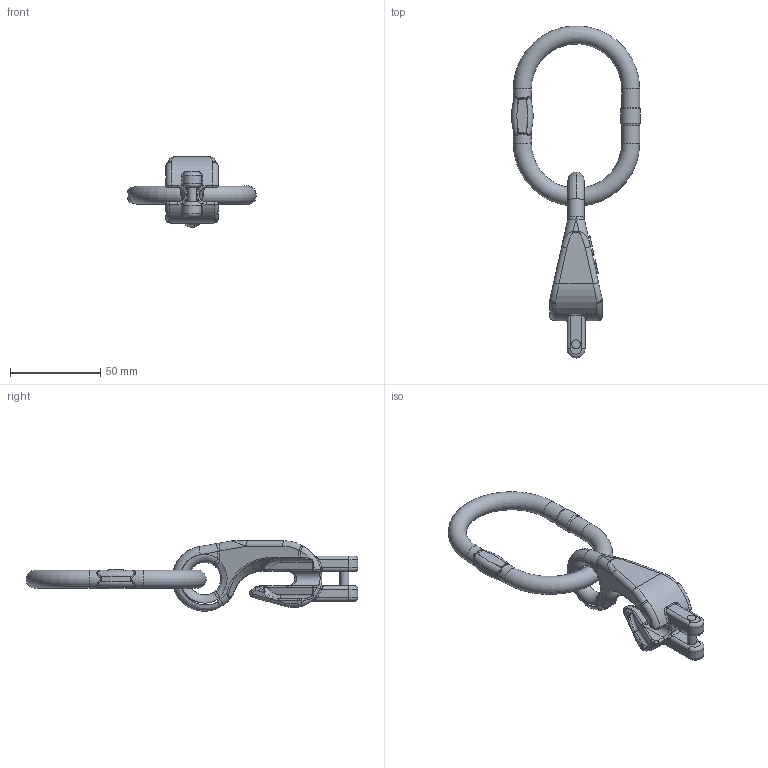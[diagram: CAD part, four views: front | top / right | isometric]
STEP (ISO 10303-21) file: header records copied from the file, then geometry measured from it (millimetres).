
FILE_DESCRIPTION(/* description */ (''),/* implementation_level */ '2;1');
FILE_NAME(/* name */ 'pewag_VXKW_1-5',/* time_stamp */ '2010-03-02T12:53:36+01:00',/* author */ (''),/* organization */ (''),/* preprocessor_version */ 'ST-DEVELOPER v9',/* originating_system */ 'UGS - NX 4.0',/* authorisation */ '');
FILE_SCHEMA (('AUTOMOTIVE_DESIGN { 1 0 10303 214 1 1 1 1 }'));
Length unit declared in the file: millimetre
Products named in the file (1): rit707Bn58e
Bounding box: 71.3 x 183.89 x 38.99 mm (x, y, z)
Volume: 52068.5 mm3; surface area: 18516 mm2
Topology: 3 solids, 3 shells, 537 faces, 1325 edges, 800 vertices
Faces by surface type: bspline 152, plane 146, extrusion 98, cylinder 96, torus 31, sphere 8, cone 6
Full cylindrical faces by diameter (mm): 5 x3, 10 x4, 10.75 x1
Entity records: 20217 total; most frequent: CARTESIAN_POINT 9023, ORIENTED_EDGE 2606, DIRECTION 1824, EDGE_CURVE 1303, VERTEX_POINT 796, AXIS2_PLACEMENT_3D 656, B_SPLINE_CURVE_WITH_KNOTS 608, EDGE_LOOP 569
